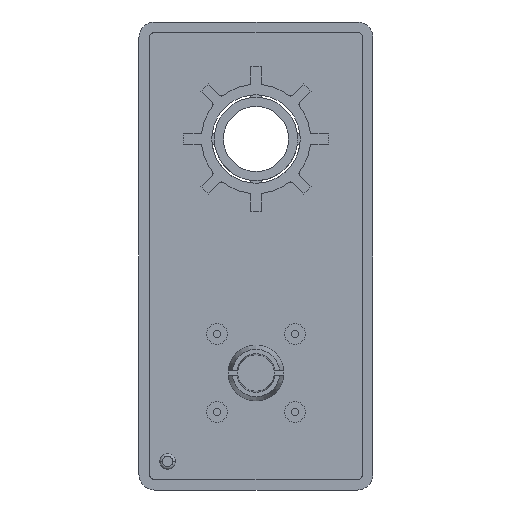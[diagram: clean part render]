
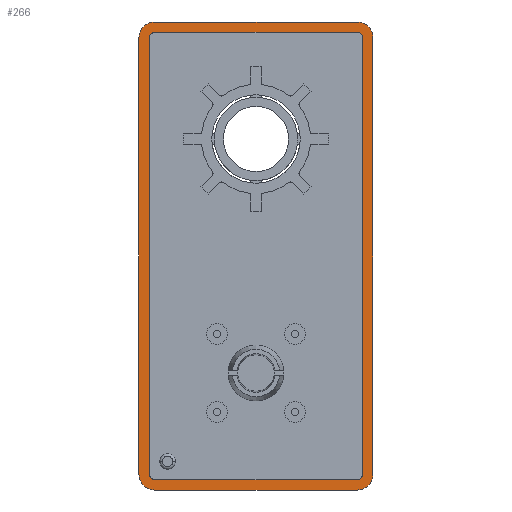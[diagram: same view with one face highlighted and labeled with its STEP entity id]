
A CAD part, left-side view. The second image highlights one B-rep face of the part: STEP entity #266.
In plain terms, the highlighted planar face has unit normal (-1, 0, 0).
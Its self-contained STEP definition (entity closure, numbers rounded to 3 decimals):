
#266=ADVANCED_FACE('',(#642,#643),#644,.F.);
#642=FACE_OUTER_BOUND('',#1130,.T.);
#643=FACE_BOUND('',#1131,.T.);
#644=PLANE('',#1132);
#1130=EDGE_LOOP('',(#1901,#1902,#1903,#1904,#1905,#1906,#1907,#1908));
#1131=EDGE_LOOP('',(#1909,#1910,#1911,#1912,#1913,#1914,#1915,#1916));
#1132=AXIS2_PLACEMENT_3D('',#1917,#1918,#1919);
#1901=ORIENTED_EDGE('',*,*,#3119,.T.);
#1902=ORIENTED_EDGE('',*,*,#3120,.T.);
#1903=ORIENTED_EDGE('',*,*,#3121,.T.);
#1904=ORIENTED_EDGE('',*,*,#3122,.F.);
#1905=ORIENTED_EDGE('',*,*,#3123,.T.);
#1906=ORIENTED_EDGE('',*,*,#3124,.F.);
#1907=ORIENTED_EDGE('',*,*,#3125,.T.);
#1908=ORIENTED_EDGE('',*,*,#3126,.T.);
#1909=ORIENTED_EDGE('',*,*,#3127,.F.);
#1910=ORIENTED_EDGE('',*,*,#3128,.T.);
#1911=ORIENTED_EDGE('',*,*,#3129,.F.);
#1912=ORIENTED_EDGE('',*,*,#3130,.T.);
#1913=ORIENTED_EDGE('',*,*,#3131,.F.);
#1914=ORIENTED_EDGE('',*,*,#3132,.T.);
#1915=ORIENTED_EDGE('',*,*,#3133,.F.);
#1916=ORIENTED_EDGE('',*,*,#3134,.T.);
#1917=CARTESIAN_POINT('',(0.0,0.,0.));
#1918=DIRECTION('',(1.0,0.,0.));
#1919=DIRECTION('',(0.0,1.0,0.));
#3119=EDGE_CURVE('',#3821,#3822,#3823,.T.);
#3120=EDGE_CURVE('',#3822,#3824,#3825,.T.);
#3121=EDGE_CURVE('',#3824,#3826,#3827,.T.);
#3122=EDGE_CURVE('',#3828,#3826,#3829,.T.);
#3123=EDGE_CURVE('',#3828,#3830,#3831,.T.);
#3124=EDGE_CURVE('',#3832,#3830,#3833,.T.);
#3125=EDGE_CURVE('',#3832,#3834,#3835,.T.);
#3126=EDGE_CURVE('',#3834,#3821,#3836,.T.);
#3127=EDGE_CURVE('',#3837,#3838,#3839,.T.);
#3128=EDGE_CURVE('',#3837,#3840,#3841,.T.);
#3129=EDGE_CURVE('',#3842,#3840,#3843,.T.);
#3130=EDGE_CURVE('',#3842,#3844,#3845,.T.);
#3131=EDGE_CURVE('',#3846,#3844,#3847,.T.);
#3132=EDGE_CURVE('',#3846,#3848,#3849,.T.);
#3133=EDGE_CURVE('',#3850,#3848,#3851,.T.);
#3134=EDGE_CURVE('',#3850,#3838,#3852,.T.);
#3821=VERTEX_POINT('',#4763);
#3822=VERTEX_POINT('',#4764);
#3823=ELLIPSE('',#4765,3.015,3.0);
#3824=VERTEX_POINT('',#4766);
#3825=LINE('',#4767,#4768);
#3826=VERTEX_POINT('',#4769);
#3827=ELLIPSE('',#4770,3.015,3.0);
#3828=VERTEX_POINT('',#4771);
#3829=LINE('',#4772,#4773);
#3830=VERTEX_POINT('',#4774);
#3831=ELLIPSE('',#4775,3.015,3.0);
#3832=VERTEX_POINT('',#4776);
#3833=LINE('',#4777,#4778);
#3834=VERTEX_POINT('',#4779);
#3835=ELLIPSE('',#4780,3.015,3.0);
#3836=LINE('',#4781,#4782);
#3837=VERTEX_POINT('',#4783);
#3838=VERTEX_POINT('',#4784);
#3839=LINE('',#4785,#4786);
#3840=VERTEX_POINT('',#4787);
#3841=CIRCLE('',#4788,1.0);
#3842=VERTEX_POINT('',#4789);
#3843=LINE('',#4790,#4791);
#3844=VERTEX_POINT('',#4792);
#3845=CIRCLE('',#4793,1.0);
#3846=VERTEX_POINT('',#4794);
#3847=LINE('',#4795,#4796);
#3848=VERTEX_POINT('',#4797);
#3849=CIRCLE('',#4798,1.0);
#3850=VERTEX_POINT('',#4799);
#3851=LINE('',#4800,#4801);
#3852=CIRCLE('',#4802,1.0);
#4763=CARTESIAN_POINT('',(0.,-22.5,42.007));
#4764=CARTESIAN_POINT('',(0.,-19.507,45.0));
#4765=AXIS2_PLACEMENT_3D('',#5730,#5731,#5732);
#4766=CARTESIAN_POINT('',(0.,19.507,45.0));
#4767=CARTESIAN_POINT('',(0.,-19.507,45.0));
#4768=VECTOR('',#5733,39.015);
#4769=CARTESIAN_POINT('',(0.,22.5,42.007));
#4770=AXIS2_PLACEMENT_3D('',#5734,#5735,#5736);
#4771=CARTESIAN_POINT('',(0.,22.5,-42.007));
#4772=CARTESIAN_POINT('',(0.,22.5,-42.007));
#4773=VECTOR('',#5737,84.015);
#4774=CARTESIAN_POINT('',(0.,19.507,-45.0));
#4775=AXIS2_PLACEMENT_3D('',#5738,#5739,#5740);
#4776=CARTESIAN_POINT('',(0.,-19.507,-45.0));
#4777=CARTESIAN_POINT('',(0.,-19.507,-45.0));
#4778=VECTOR('',#5741,39.015);
#4779=CARTESIAN_POINT('',(0.,-22.5,-42.007));
#4780=AXIS2_PLACEMENT_3D('',#5742,#5743,#5744);
#4781=CARTESIAN_POINT('',(0.,-22.5,-42.007));
#4782=VECTOR('',#5745,84.015);
#4783=CARTESIAN_POINT('',(0.,19.5,-43.0));
#4784=CARTESIAN_POINT('',(0.,-19.5,-43.0));
#4785=CARTESIAN_POINT('',(0.,19.5,-43.0));
#4786=VECTOR('',#5746,39.0);
#4787=CARTESIAN_POINT('',(0.,20.5,-42.0));
#4788=AXIS2_PLACEMENT_3D('',#5747,#5748,#5749);
#4789=CARTESIAN_POINT('',(0.,20.5,42.0));
#4790=CARTESIAN_POINT('',(0.,20.5,42.0));
#4791=VECTOR('',#5750,84.0);
#4792=CARTESIAN_POINT('',(0.,19.5,43.0));
#4793=AXIS2_PLACEMENT_3D('',#5751,#5752,#5753);
#4794=CARTESIAN_POINT('',(0.,-19.5,43.0));
#4795=CARTESIAN_POINT('',(0.,-19.5,43.0));
#4796=VECTOR('',#5754,39.0);
#4797=CARTESIAN_POINT('',(0.,-20.5,42.0));
#4798=AXIS2_PLACEMENT_3D('',#5755,#5756,#5757);
#4799=CARTESIAN_POINT('',(0.,-20.5,-42.0));
#4800=CARTESIAN_POINT('',(0.,-20.5,-42.0));
#4801=VECTOR('',#5758,84.0);
#4802=AXIS2_PLACEMENT_3D('',#5759,#5760,#5761);
#5730=CARTESIAN_POINT('',(0.,-19.493,41.993));
#5731=DIRECTION('',(-1.0,0.,0.));
#5732=DIRECTION('',(0.,-0.707,0.707));
#5733=DIRECTION('',(0.,1.0,0.));
#5734=CARTESIAN_POINT('',(0.,19.493,41.993));
#5735=DIRECTION('',(-1.0,0.,0.));
#5736=DIRECTION('',(0.,0.707,0.707));
#5737=DIRECTION('',(0.0,0.,1.0));
#5738=CARTESIAN_POINT('',(0.,19.493,-41.993));
#5739=DIRECTION('',(-1.0,0.,0.));
#5740=DIRECTION('',(0.,0.707,-0.707));
#5741=DIRECTION('',(0.,1.0,0.));
#5742=CARTESIAN_POINT('',(0.,-19.493,-41.993));
#5743=DIRECTION('',(-1.0,0.,0.));
#5744=DIRECTION('',(0.,-0.707,-0.707));
#5745=DIRECTION('',(0.0,0.,1.0));
#5746=DIRECTION('',(0.,-1.0,0.));
#5747=CARTESIAN_POINT('',(0.,19.5,-42.0));
#5748=DIRECTION('',(1.0,0.,0.));
#5749=DIRECTION('',(0.0,0.,-1.0));
#5750=DIRECTION('',(0.0,0.,-1.0));
#5751=CARTESIAN_POINT('',(0.,19.5,42.0));
#5752=DIRECTION('',(1.0,0.,0.));
#5753=DIRECTION('',(0.,1.0,0.));
#5754=DIRECTION('',(0.,1.0,0.));
#5755=CARTESIAN_POINT('',(0.,-19.5,42.0));
#5756=DIRECTION('',(1.0,0.,0.));
#5757=DIRECTION('',(0.0,0.,1.0));
#5758=DIRECTION('',(0.0,0.,1.0));
#5759=CARTESIAN_POINT('',(0.,-19.5,-42.0));
#5760=DIRECTION('',(1.0,0.,0.));
#5761=DIRECTION('',(0.,-1.0,0.));
